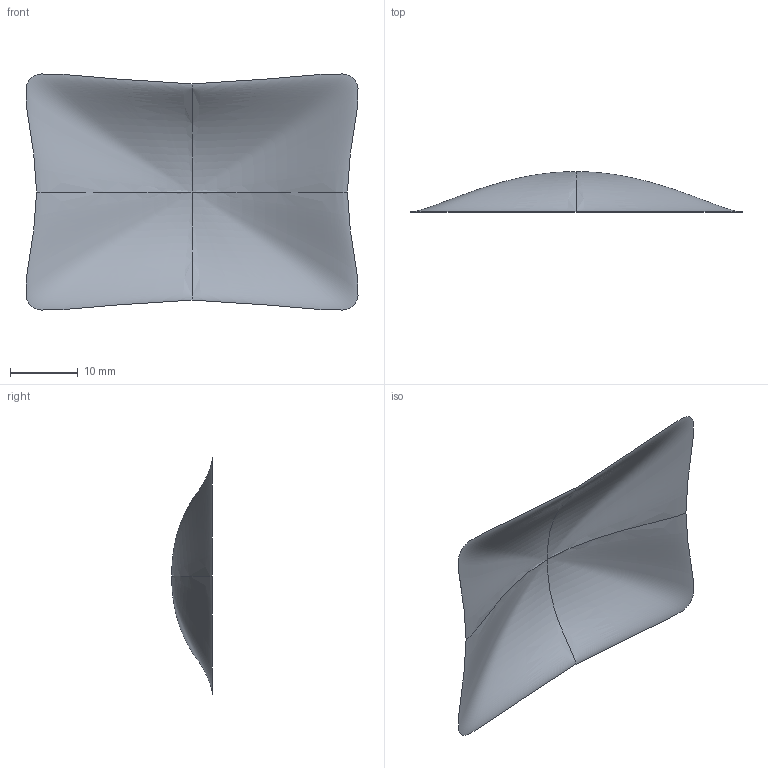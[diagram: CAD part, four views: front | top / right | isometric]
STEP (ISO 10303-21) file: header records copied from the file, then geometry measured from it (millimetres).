
FILE_DESCRIPTION (( 'STEP AP203' ), '1' );
FILE_NAME ('problem1-1.STEP', '2017-06-21T17:28:22', ( 'A' ), ( 'Microsoft' ), 'SwSTEP 2.0', 'SolidWorks 2017', '' );
FILE_SCHEMA (( 'CONFIG_CONTROL_DESIGN' ));
Length unit declared in the file: millimetre
Products named in the file (1): problem1-1
Bounding box: 49.13 x 6 x 34.93 mm (x, y, z)
Surface area: 1718.1 mm2 (no closed solid volume)
Topology: 0 solids, 1 shells, 4 faces, 12 edges, 5 vertices
Faces by surface type: bspline 4
Entity records: 4759 total; most frequent: CARTESIAN_POINT 4626, ORIENTED_EDGE 12, EDGE_CURVE 8, PERSON_AND_ORGANIZATION 8, B_SPLINE_CURVE_WITH_KNOTS 8, LOCAL_TIME 5, VERTEX_POINT 5, COORDINATED_UNIVERSAL_TIME_OFFSET 5
